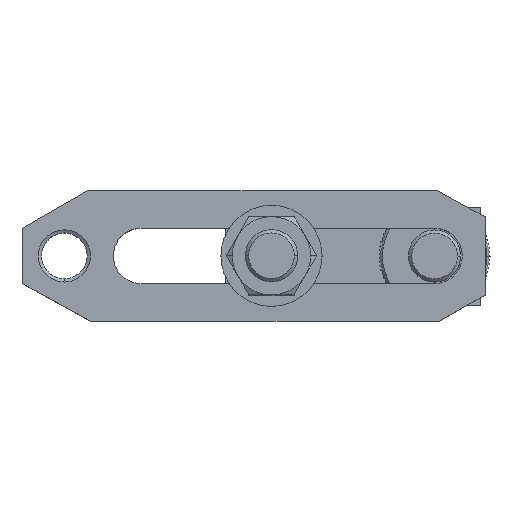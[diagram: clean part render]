
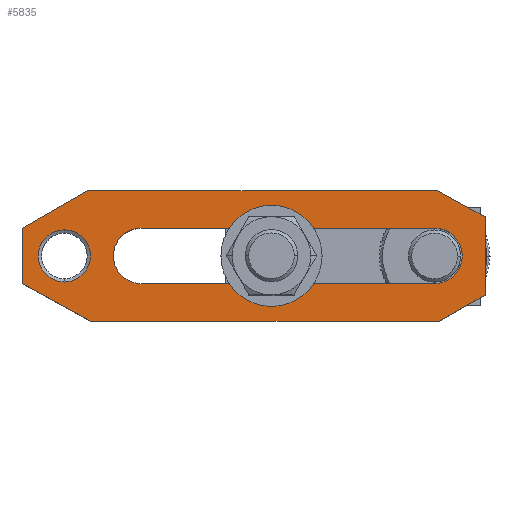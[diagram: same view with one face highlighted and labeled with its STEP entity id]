
A CAD part, top view. The second image highlights one B-rep face of the part: STEP entity #5835.
In plain terms, the highlighted planar face has unit normal (0, 0, 1).
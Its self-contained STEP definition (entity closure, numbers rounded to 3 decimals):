
#2217=VERTEX_POINT('',#6350);
#2371=VERTEX_POINT('',#6517);
#2423=EDGE_CURVE('',#3881,#2217,#6575,.T.);
#2495=EDGE_CURVE('',#4363,#4933,#6652,.T.);
#2655=EDGE_CURVE('',#3919,#2371,#6826,.T.);
#2759=EDGE_CURVE('',#4933,#3881,#6942,.T.);
#3017=EDGE_CURVE('',#4769,#5457,#7222,.T.);
#3071=VERTEX_POINT('',#7281);
#3773=VERTEX_POINT('',#8048);
#3819=VERTEX_POINT('',#8099);
#3881=VERTEX_POINT('',#8164);
#3891=EDGE_CURVE('',#4747,#4769,#8175,.T.);
#3919=VERTEX_POINT('',#8205);
#4183=EDGE_CURVE('',#5457,#3773,#8488,.T.);
#4249=EDGE_CURVE('',#2217,#4363,#8562,.T.);
#4363=VERTEX_POINT('',#8688);
#4747=VERTEX_POINT('',#9105);
#4769=VERTEX_POINT('',#9127);
#4903=EDGE_CURVE('',#3773,#6075,#9276,.T.);
#4917=VERTEX_POINT('',#9293);
#4933=VERTEX_POINT('',#9311);
#5181=EDGE_CURVE('',#2371,#3819,#9585,.T.);
#5457=VERTEX_POINT('',#9887);
#5515=EDGE_CURVE('',#6075,#3919,#9950,.T.);
#5627=EDGE_CURVE('',#3071,#4917,#10075,.T.);
#5739=EDGE_CURVE('',#3819,#4747,#10195,.T.);
#5835=ADVANCED_FACE('',(#10301,#10302,#10303),#10304,.T.);
#5845=EDGE_CURVE('',#4917,#3071,#10314,.T.);
#6075=VERTEX_POINT('',#10562);
#6350=CARTESIAN_POINT('',(50.0,-8.5,110.0));
#6517=CARTESIAN_POINT('',(50.891,20.0,110.0));
#6575=CIRCLE('',#11441,8.5);
#6652=CIRCLE('',#11583,8.5);
#6826=LINE('',#11952,#11953);
#6942=LINE('',#12208,#12209);
#7222=LINE('',#12791,#12792);
#7281=CARTESIAN_POINT('',(-63.5,-8.,110.0));
#8048=CARTESIAN_POINT('',(-76.5,-8.5,110.0));
#8099=CARTESIAN_POINT('',(65.5,12.0,110.0));
#8164=CARTESIAN_POINT('',(50.0,8.5,110.0));
#8175=LINE('',#14662,#14663);
#8205=CARTESIAN_POINT('',(-56.375,20.0,110.0));
#8488=LINE('',#15298,#15299);
#8562=LINE('',#15459,#15460);
#8688=CARTESIAN_POINT('',(-40.0,-8.5,110.0));
#9105=CARTESIAN_POINT('',(65.5,-12.0,110.0));
#9127=CARTESIAN_POINT('',(51.5,-20.0,110.0));
#9276=LINE('',#17060,#17061);
#9293=CARTESIAN_POINT('',(-63.5,8.0,110.0));
#9311=CARTESIAN_POINT('',(-40.0,8.5,110.0));
#9585=LINE('',#17703,#17704);
#9887=CARTESIAN_POINT('',(-55.5,-20.0,110.0));
#9950=LINE('',#18393,#18394);
#10075=CIRCLE('',#18681,8.);
#10195=LINE('',#18967,#18968);
#10301=FACE_BOUND('',#19157,.T.);
#10302=FACE_BOUND('',#19158,.T.);
#10303=FACE_OUTER_BOUND('',#19159,.T.);
#10304=PLANE('',#19160);
#10314=CIRCLE('',#19191,8.);
#10562=CARTESIAN_POINT('',(-76.5,8.5,110.0));
#11441=AXIS2_PLACEMENT_3D('',#20293,#20294,#20295);
#11583=AXIS2_PLACEMENT_3D('',#20350,#20351,#20352);
#11952=CARTESIAN_POINT('',(50.891,20.0,110.0));
#11953=VECTOR('',#20512,1.0);
#12208=CARTESIAN_POINT('',(-22.154,8.5,110.0));
#12209=VECTOR('',#20619,1.0);
#12791=CARTESIAN_POINT('',(-55.5,-20.0,110.0));
#12792=VECTOR('',#20999,1.0);
#14662=CARTESIAN_POINT('',(51.5,-20.0,110.0));
#14663=VECTOR('',#21993,1.0);
#15298=CARTESIAN_POINT('',(-76.5,-8.5,110.0));
#15299=VECTOR('',#22262,1.0);
#15459=CARTESIAN_POINT('',(22.846,-8.5,110.0));
#15460=VECTOR('',#22346,1.0);
#17060=CARTESIAN_POINT('',(-76.5,8.5,110.0));
#17061=VECTOR('',#22971,1.0);
#17703=CARTESIAN_POINT('',(65.5,12.0,110.0));
#17704=VECTOR('',#23413,1.0);
#18393=CARTESIAN_POINT('',(-56.375,20.0,110.0));
#18394=VECTOR('',#23778,1.0);
#18681=AXIS2_PLACEMENT_3D('',#23909,#23910,#23911);
#18967=CARTESIAN_POINT('',(65.5,-12.0,110.0));
#18968=VECTOR('',#24138,1.0);
#19157=EDGE_LOOP('',(#24242,#24243));
#19158=EDGE_LOOP('',(#24244,#24245,#24246,#24247));
#19159=EDGE_LOOP('',(#24248,#24249,#24250,#24251,#24252,#24253,#24254,#24255));
#19160=AXIS2_PLACEMENT_3D('',#24256,#24257,#24258);
#19191=AXIS2_PLACEMENT_3D('',#24259,#24260,#24261);
#20293=CARTESIAN_POINT('',(50.0,0.0,110.0));
#20294=DIRECTION('',(0.0,0.0,-1.0));
#20295=DIRECTION('',(0.0,1.0,0.0));
#20350=CARTESIAN_POINT('',(-40.0,0.0,110.0));
#20351=DIRECTION('',(0.0,0.0,-1.0));
#20352=DIRECTION('',(0.0,-1.0,0.0));
#20512=DIRECTION('',(1.0,0.0,0.0));
#20619=DIRECTION('',(1.0,0.0,0.0));
#20999=DIRECTION('',(-1.0,0.0,0.0));
#21993=DIRECTION('',(-0.868,-0.496,0.0));
#22262=DIRECTION('',(-0.877,0.48,0.0));
#22346=DIRECTION('',(-1.0,0.0,0.0));
#22971=DIRECTION('',(0.0,1.0,0.0));
#23413=DIRECTION('',(0.877,-0.48,0.0));
#23778=DIRECTION('',(0.868,0.496,0.0));
#23909=CARTESIAN_POINT('',(-63.5,0.0,110.0));
#23910=DIRECTION('',(0.0,0.0,-1.0));
#23911=DIRECTION('',(0.,1.0,0.0));
#24138=DIRECTION('',(0.0,-1.0,0.0));
#24242=ORIENTED_EDGE('',*,*,#5845,.T.);
#24243=ORIENTED_EDGE('',*,*,#5627,.T.);
#24244=ORIENTED_EDGE('',*,*,#2495,.T.);
#24245=ORIENTED_EDGE('',*,*,#2759,.T.);
#24246=ORIENTED_EDGE('',*,*,#2423,.T.);
#24247=ORIENTED_EDGE('',*,*,#4249,.T.);
#24248=ORIENTED_EDGE('',*,*,#3891,.F.);
#24249=ORIENTED_EDGE('',*,*,#5739,.F.);
#24250=ORIENTED_EDGE('',*,*,#5181,.F.);
#24251=ORIENTED_EDGE('',*,*,#2655,.F.);
#24252=ORIENTED_EDGE('',*,*,#5515,.F.);
#24253=ORIENTED_EDGE('',*,*,#4903,.F.);
#24254=ORIENTED_EDGE('',*,*,#4183,.F.);
#24255=ORIENTED_EDGE('',*,*,#3017,.F.);
#24256=CARTESIAN_POINT('',(-4.309,0.009,110.0));
#24257=DIRECTION('',(0.0,0.0,1.0));
#24258=DIRECTION('',(1.0,0.0,0.0));
#24259=CARTESIAN_POINT('',(-63.5,0.0,110.0));
#24260=DIRECTION('',(0.0,0.0,-1.0));
#24261=DIRECTION('',(0.,1.0,0.0));
